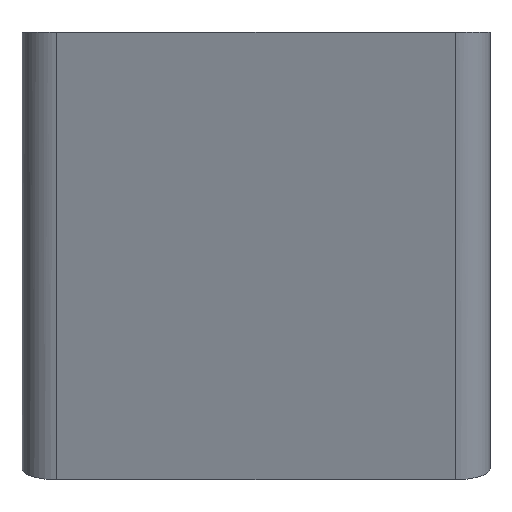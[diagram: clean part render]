
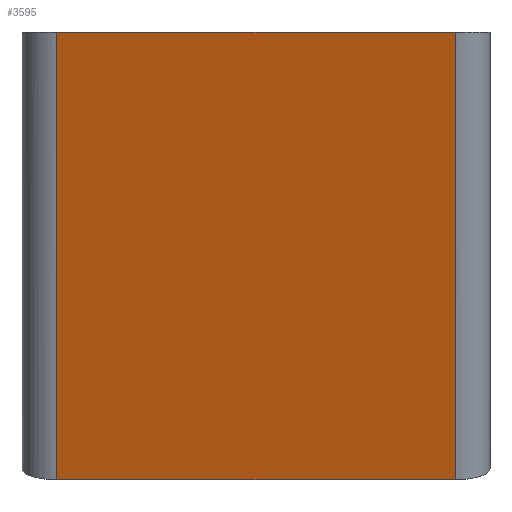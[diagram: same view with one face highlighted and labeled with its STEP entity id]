
A CAD part, front view. The second image highlights one B-rep face of the part: STEP entity #3595.
In plain terms, the highlighted planar face has unit normal (0, -0.951, -0.309).
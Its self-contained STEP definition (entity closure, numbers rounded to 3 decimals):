
#206=PLANE('',#3792);
#256=FACE_OUTER_BOUND('',#437,.T.);
#437=EDGE_LOOP('',(#2430,#2431,#2432,#2433));
#796=LINE('',#5360,#1054);
#798=LINE('',#5366,#1056);
#799=LINE('',#5368,#1057);
#800=LINE('',#5369,#1058);
#1054=VECTOR('',#4230,10.);
#1056=VECTOR('',#4236,10.);
#1057=VECTOR('',#4237,10.);
#1058=VECTOR('',#4238,10.);
#1561=VERTEX_POINT('',#5357);
#1562=VERTEX_POINT('',#5359);
#1564=VERTEX_POINT('',#5365);
#1565=VERTEX_POINT('',#5367);
#1905=EDGE_CURVE('',#1561,#1562,#796,.T.);
#1908=EDGE_CURVE('',#1564,#1561,#798,.T.);
#1909=EDGE_CURVE('',#1565,#1564,#799,.T.);
#1910=EDGE_CURVE('',#1565,#1562,#800,.T.);
#2430=ORIENTED_EDGE('',*,*,#1905,.F.);
#2431=ORIENTED_EDGE('',*,*,#1908,.F.);
#2432=ORIENTED_EDGE('',*,*,#1909,.F.);
#2433=ORIENTED_EDGE('',*,*,#1910,.T.);
#3595=ADVANCED_FACE('',(#256),#206,.T.);
#3792=AXIS2_PLACEMENT_3D('',#5364,#4234,#4235);
#4230=DIRECTION('',(0.,-0.309,0.951));
#4234=DIRECTION('center_axis',(0.,-0.951,-0.309));
#4235=DIRECTION('ref_axis',(0.,-0.309,0.951));
#4236=DIRECTION('',(-1.,0.,0.));
#4237=DIRECTION('',(0.,0.309,-0.951));
#4238=DIRECTION('',(-1.,0.,0.));
#5357=CARTESIAN_POINT('',(-49.72,3.956,-51.357));
#5359=CARTESIAN_POINT('',(-49.72,-12.73,0.));
#5360=CARTESIAN_POINT('',(-49.72,4.536,-53.14));
#5364=CARTESIAN_POINT('Origin',(0.,3.956,-51.357));
#5365=CARTESIAN_POINT('',(-4.,3.956,-51.357));
#5366=CARTESIAN_POINT('',(0.,3.956,-51.357));
#5367=CARTESIAN_POINT('',(-4.,-12.73,0.));
#5368=CARTESIAN_POINT('',(-4.,0.188,-39.76));
#5369=CARTESIAN_POINT('',(0.,-12.73,0.));
